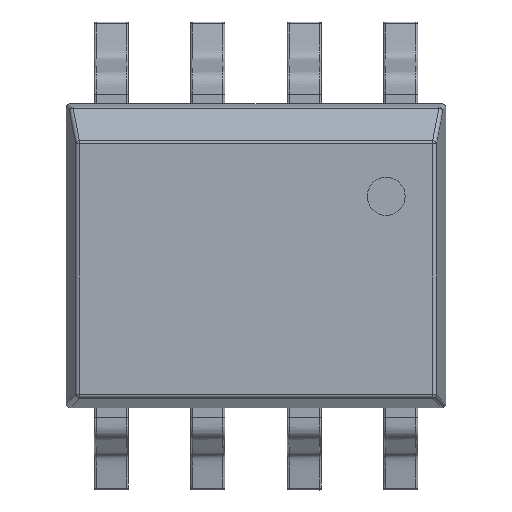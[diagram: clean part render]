
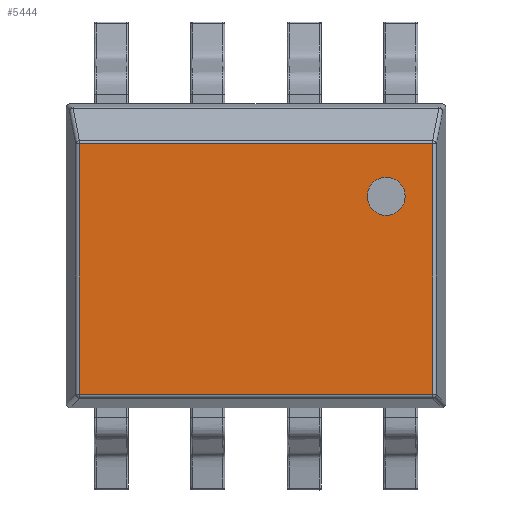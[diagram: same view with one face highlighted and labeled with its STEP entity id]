
A CAD part, top view. The second image highlights one B-rep face of the part: STEP entity #5444.
In plain terms, the highlighted planar face has unit normal (0, 0, 1).
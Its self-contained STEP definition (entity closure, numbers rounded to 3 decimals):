
#436=LINE('',#8174,#806);
#437=LINE('',#8176,#807);
#438=LINE('',#8178,#808);
#439=LINE('',#8179,#809);
#806=VECTOR('',#6549,10.);
#807=VECTOR('',#6550,10.);
#808=VECTOR('',#6551,10.);
#809=VECTOR('',#6552,10.);
#1136=PLANE('',#5867);
#1215=FACE_BOUND('',#1648,.T.);
#1236=FACE_OUTER_BOUND('',#1647,.T.);
#1647=EDGE_LOOP('',(#3676,#3677,#3678,#3679));
#1648=EDGE_LOOP('',(#3680));
#2049=CIRCLE('',#5852,0.25);
#2337=VERTEX_POINT('',#8047);
#2392=VERTEX_POINT('',#8172);
#2393=VERTEX_POINT('',#8173);
#2394=VERTEX_POINT('',#8175);
#2395=VERTEX_POINT('',#8177);
#2787=EDGE_CURVE('',#2337,#2337,#2049,.T.);
#2842=EDGE_CURVE('',#2392,#2393,#436,.T.);
#2843=EDGE_CURVE('',#2393,#2394,#437,.T.);
#2844=EDGE_CURVE('',#2394,#2395,#438,.T.);
#2845=EDGE_CURVE('',#2395,#2392,#439,.T.);
#3676=ORIENTED_EDGE('',*,*,#2842,.T.);
#3677=ORIENTED_EDGE('',*,*,#2843,.T.);
#3678=ORIENTED_EDGE('',*,*,#2844,.T.);
#3679=ORIENTED_EDGE('',*,*,#2845,.T.);
#3680=ORIENTED_EDGE('',*,*,#2787,.T.);
#5444=ADVANCED_FACE('',(#1236,#1215),#1136,.T.);
#5852=AXIS2_PLACEMENT_3D('',#8048,#6463,#6464);
#5867=AXIS2_PLACEMENT_3D('',#8171,#6547,#6548);
#6463=DIRECTION('center_axis',(0.,0.,-1.));
#6464=DIRECTION('ref_axis',(-1.,0.,0.));
#6547=DIRECTION('center_axis',(0.,0.,1.));
#6548=DIRECTION('ref_axis',(-1.,0.,0.));
#6549=DIRECTION('',(1.,0.,0.));
#6550=DIRECTION('',(0.,1.,0.));
#6551=DIRECTION('',(-1.,0.,0.));
#6552=DIRECTION('',(0.,-1.,0.));
#8047=CARTESIAN_POINT('',(1.964,0.783,2.));
#8048=CARTESIAN_POINT('Origin',(1.714,0.783,2.));
#8171=CARTESIAN_POINT('Origin',(-2.415,-1.901,2.));
#8172=CARTESIAN_POINT('',(-2.326,-1.826,2.));
#8173=CARTESIAN_POINT('',(2.326,-1.826,2.));
#8174=CARTESIAN_POINT('',(-2.326,-1.826,2.));
#8175=CARTESIAN_POINT('',(2.326,1.478,2.));
#8176=CARTESIAN_POINT('',(2.326,-1.826,2.));
#8177=CARTESIAN_POINT('',(-2.326,1.478,2.));
#8178=CARTESIAN_POINT('',(2.326,1.478,2.));
#8179=CARTESIAN_POINT('',(-2.326,1.478,2.));
